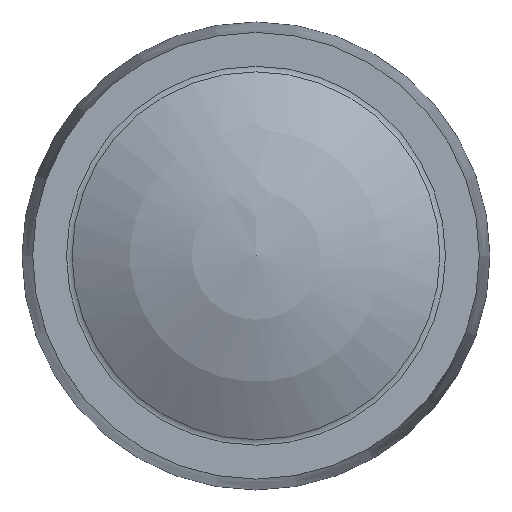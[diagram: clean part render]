
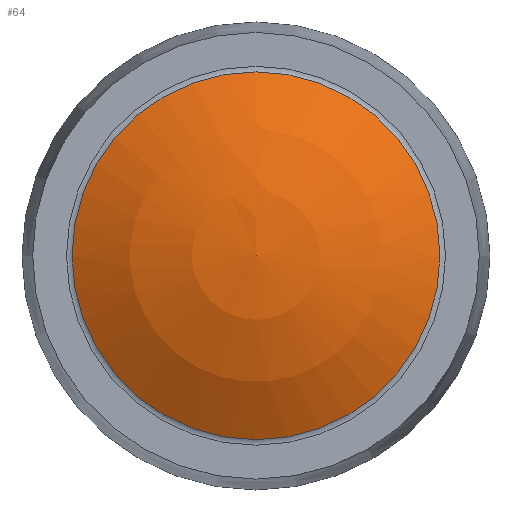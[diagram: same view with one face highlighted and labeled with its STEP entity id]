
A CAD part, top view. The second image highlights one B-rep face of the part: STEP entity #64.
In plain terms, the highlighted spherical face has radius 16.562 mm.
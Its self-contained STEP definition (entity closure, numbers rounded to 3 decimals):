
#64 = ADVANCED_FACE( '', ( #138 ), #139, .T. );
#138 = FACE_OUTER_BOUND( '', #216, .T. );
#139 = SPHERICAL_SURFACE( '', #217, 16.563 );
#216 = EDGE_LOOP( '', ( #310 ) );
#217 = AXIS2_PLACEMENT_3D( '', #311, #312, #313 );
#310 = ORIENTED_EDGE( '', *, *, #355, .T. );
#311 = CARTESIAN_POINT( '', ( 0., 0.02, -0.562 ) );
#312 = DIRECTION( '', ( 0., 0., 1. ) );
#313 = DIRECTION( '', ( 0., 1., 0. ) );
#355 = EDGE_CURVE( '', #393, #393, #394, .F. );
#393 = VERTEX_POINT( '', #445 );
#394 = CIRCLE( '', #446, 8.631 );
#445 = CARTESIAN_POINT( '', ( -8.631, 0.02, 13.573 ) );
#446 = AXIS2_PLACEMENT_3D( '', #498, #499, #500 );
#498 = CARTESIAN_POINT( '', ( 0., 0.02, 13.573 ) );
#499 = DIRECTION( '', ( 0., 0., -1. ) );
#500 = DIRECTION( '', ( -1., 0., 0. ) );
